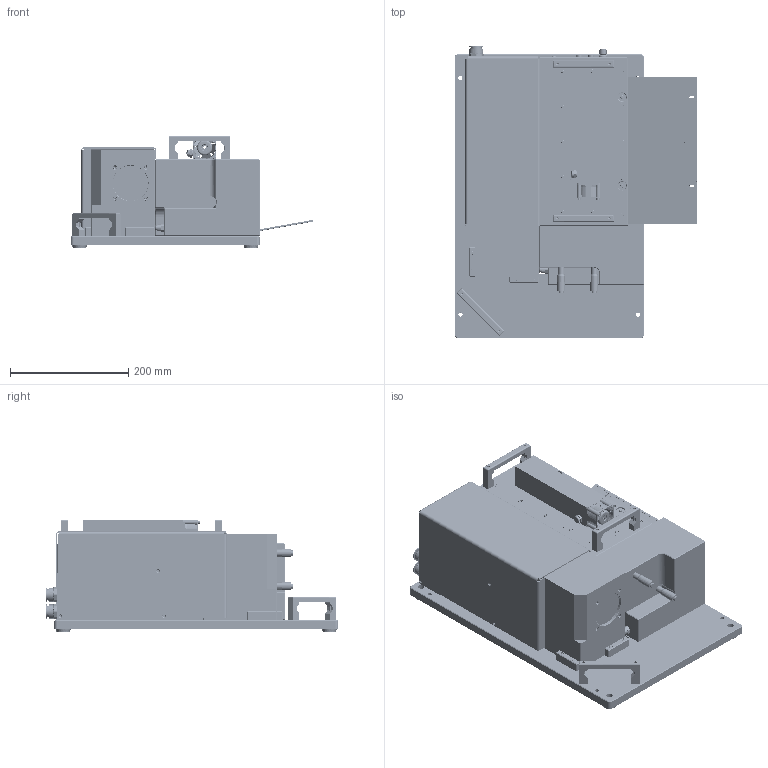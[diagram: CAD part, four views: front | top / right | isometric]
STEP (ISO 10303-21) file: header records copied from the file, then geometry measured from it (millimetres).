
FILE_DESCRIPTION(/* description */ (''),/* implementation_level */ '2;1');
FILE_NAME(/* name */ 'LQM-P-HP-20KW',/* time_stamp */ '2020-07-14T08:15:07+02:00',/* author */ (''),/* organization */ (''),/* preprocessor_version */ 'ST-DEVELOPER v16.5',/* originating_system */ 'HiCAD 2020 2501.0 Build 260',/* authorisation */ '');
FILE_SCHEMA (('AUTOMOTIVE_DESIGN { 1 0 10303 214 1 1 1 1 }'));
Products named in the file (359): Root; LQM-P-Step-Baugruppe_Baugruppe; Grundgerät; Gehäuseklappe_Baugruppe; PTFE-Klebedichtung 3x1,5; LQM-P-Gehäuseklappe; LQM-U-Mattglas-Streifen; ISO 14579-M3x12-A3-70_Zylinderkopfschrauben; Normteilgruppe _0; ISO 14581-M3x6-4.8_Senkschrauben; PCB; Board; MPP3; 9774070960; MPP1; MPP2; MPP4; Y1; 6193590912; Extruded; J3; Teil; U4; 6348036928; R4; 6193593408; R3; J9; 533980871; Open CASCADE STEP translator 6.8 1.11.1.1; Open CASCADE STEP translator 6.8 1.11.1.2; ST1; 1511026X601XXX; D2; 6762738112; D4; D6; D8; D10; D12 ...
Assembly tree (361 placements, depth 7):
  Root
    LQM-P-Step-Baugruppe_Baugruppe
      Grundgerät
      Gehäuseklappe_Baugruppe
        PTFE-Klebedichtung 3x1,5
        LQM-P-Gehäuseklappe
      Gehäuseklappe_Baugruppe
        PTFE-Klebedichtung 3x1,5
        LQM-P-Gehäuseklappe
      LQM-U-Mattglas-Streifen
      ISO 14579-M3x12-A3-70_Zylinderkopfschrauben
      ISO 14579-M3x12-A3-70_Zylinderkopfschrauben
      ISO 14579-M3x12-A3-70_Zylinderkopfschrauben
      ISO 14579-M3x12-A3-70_Zylinderkopfschrauben
      Normteilgruppe _0
        ISO 14581-M3x6-4.8_Senkschrauben
        ISO 14581-M3x6-4.8_Senkschrauben
        ISO 14581-M3x6-4.8_Senkschrauben
        ISO 14581-M3x6-4.8_Senkschrauben
      Normteilgruppe _0
        ISO 14581-M3x6-4.8_Senkschrauben
        ISO 14581-M3x6-4.8_Senkschrauben
      Normteilgruppe _0
        ISO 14581-M3x6-4.8_Senkschrauben
        ISO 14581-M3x6-4.8_Senkschrauben
        ISO 14581-M3x6-4.8_Senkschrauben
        ISO 14581-M3x6-4.8_Senkschrauben
      PCB
        Board
        MPP3
          9774070960
        MPP1
          9774070960
        MPP2
          9774070960
        MPP4
          9774070960
        Y1
          6193590912
            Extruded
        J3
          Teil
        U4
          6348036928
            Extruded
        R4
          6193593408
            Extruded
        R3
          6193593408
            Extruded
        J9
          533980871
            Open CASCADE STEP translator 6.8 1.11.1.1
            Open CASCADE STEP translator 6.8 1.11.1.2
              Teil
              Teil
              Teil
              Teil
              Teil
Bounding box: 410.75 x 494.5 x 190 mm (x, y, z)
Volume: 12025449.5 mm3; surface area: 1543975.2 mm2
Topology: 214 solids, 219 shells, 7350 faces, 18794 edges, 12233 vertices
Faces by surface type: plane 4576, cylinder 2012, cone 532, torus 119, bspline 76, sphere 35
Full cylindrical faces by diameter (mm): 0.6 x16, 0.7 x16, 0.762 x2, 0.9 x8, 1 x14, 1.1 x4, 1.2 x2, 1.27 x8, 1.3 x8, 1.422 x2, 1.5 x10, 1.6 x4, 1.7 x8, 1.8 x2, 1.9 x1, 1.981 x4, 2 x12, 2.05 x4, 2.21 x2, 2.3 x1, 2.387 x6, 2.5 x14, 3 x50, 3.2 x23, 3.242 x4, 3.25 x2, 3.3 x17, 3.4 x16, 3.5 x12, 4 x11
Entity records: 402885 total; most frequent: CARTESIAN_POINT 63488, DIRECTION 36235, PRESENTATION_STYLE_ASSIGNMENT 34246, OVER_RIDING_STYLED_ITEM 34035, DRAUGHTING_PRE_DEFINED_CURVE_FONT 33938, CURVE_STYLE 33938, ORIENTED_EDGE 33938, COLOUR_RGB 26414
